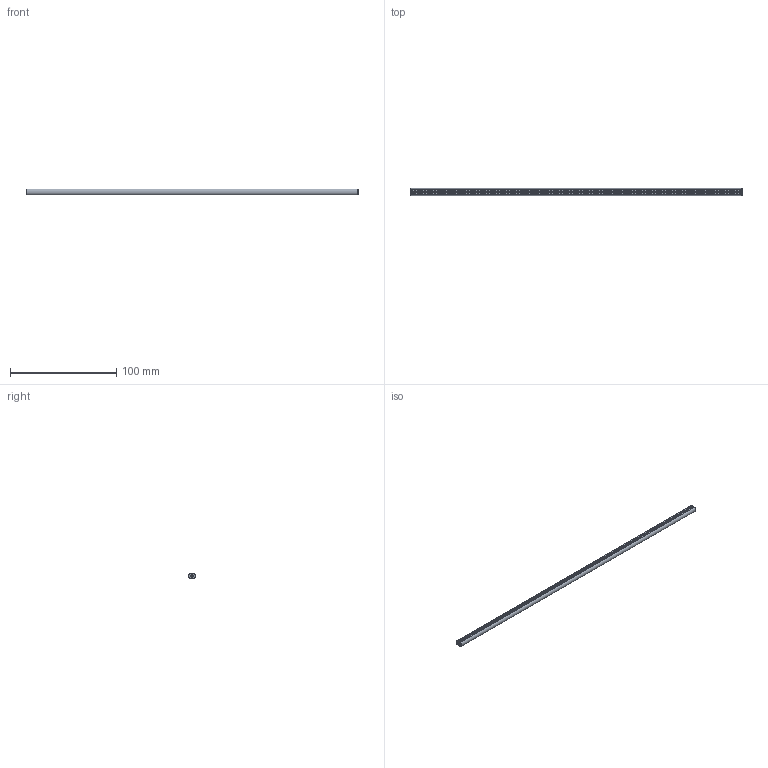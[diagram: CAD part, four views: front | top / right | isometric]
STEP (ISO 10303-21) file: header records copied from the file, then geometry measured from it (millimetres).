
FILE_DESCRIPTION(('FreeCAD Model'),'2;1');
FILE_NAME('Open CASCADE Shape Model','2024-06-18T17:30:16',(''),(''), 'Open CASCADE STEP processor 7.6','FreeCAD','Unknown');
FILE_SCHEMA(('AUTOMOTIVE_DESIGN { 1 0 10303 214 1 1 1 1 }'));
Length unit declared in the file: millimetre
Products named in the file (1): Shaft IDX BU25.00 - SPN-SFT-0220 (stemfie.org)
Bounding box: 312.5 x 6.6 x 5 mm (x, y, z)
Volume: 7133.2 mm3; surface area: 8964.2 mm2
Topology: 1 solids, 1 shells, 975 faces, 3033 edges, 1886 vertices
Faces by surface type: plane 308, cylinder 303, cone 204, extrusion 160
Full cylindrical faces by diameter (mm): 2 x301
Entity records: 34835 total; most frequent: CARTESIAN_POINT 6855, ORIENTED_EDGE 6066, DIRECTION 5731, EDGE_CURVE 3033, AXIS2_PLACEMENT_3D 2042, VERTEX_POINT 1886, VECTOR 1647, LINE 1487
